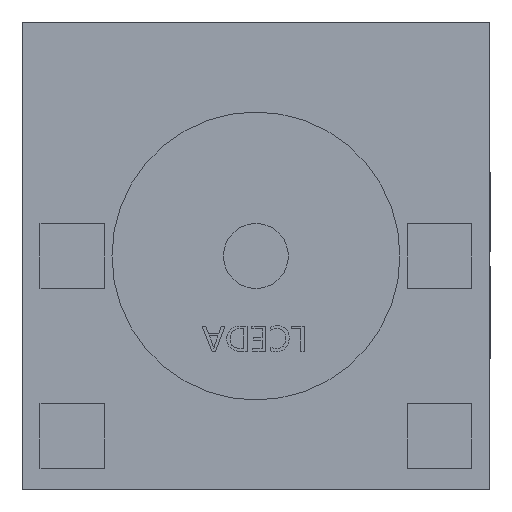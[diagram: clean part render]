
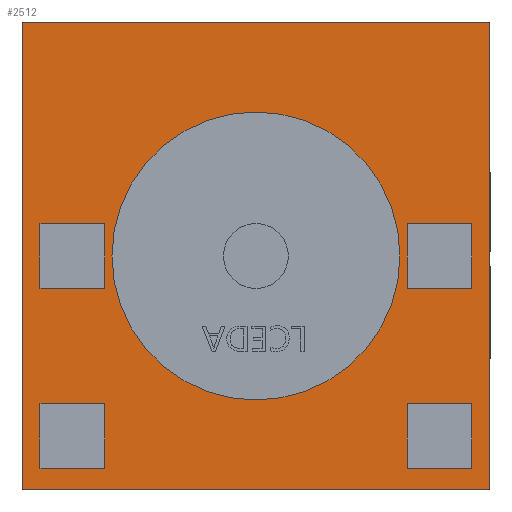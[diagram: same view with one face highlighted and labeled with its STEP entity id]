
A CAD part, left-side view. The second image highlights one B-rep face of the part: STEP entity #2512.
In plain terms, the highlighted planar face has unit normal (-1, 0, 0).
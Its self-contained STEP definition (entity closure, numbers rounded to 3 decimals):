
#958=VERTEX_POINT('',#959);
#959=CARTESIAN_POINT('',(3.4,0.0,2.45));
#965=EDGE_CURVE('',#958,#966,#968,.T.);
#966=VERTEX_POINT('',#967);
#967=CARTESIAN_POINT('',(3.4,0.,-1.55));
#968=CIRCLE('',#969,2.0);
#969=AXIS2_PLACEMENT_3D('',#970,#971,#972);
#970=CARTESIAN_POINT('',(3.4,0.0,0.45));
#971=DIRECTION('',(-1.0,0.0,0.));
#972=DIRECTION('',(0.,0.,-1.0));
#2370=EDGE_CURVE('',#2371,#2373,#2375,.T.);
#2371=VERTEX_POINT('',#2372);
#2372=CARTESIAN_POINT('',(3.4,3.25,3.7));
#2373=VERTEX_POINT('',#2374);
#2374=CARTESIAN_POINT('',(3.4,-3.25,3.7));
#2375=LINE('',#2376,#2377);
#2376=CARTESIAN_POINT('',(3.4,-3.25,3.7));
#2377=VECTOR('',#2378,1.0);
#2378=DIRECTION('',(0.,-1.0,0.));
#2410=EDGE_CURVE('',#2373,#2411,#2413,.T.);
#2411=VERTEX_POINT('',#2412);
#2412=CARTESIAN_POINT('',(3.4,-3.25,-2.8));
#2413=LINE('',#2414,#2415);
#2414=CARTESIAN_POINT('',(3.4,-3.25,-2.8));
#2415=VECTOR('',#2416,1.0);
#2416=DIRECTION('',(0.,0.,-1.0));
#2441=EDGE_CURVE('',#2411,#2442,#2444,.T.);
#2442=VERTEX_POINT('',#2443);
#2443=CARTESIAN_POINT('',(3.4,3.25,-2.8));
#2444=LINE('',#2445,#2446);
#2445=CARTESIAN_POINT('',(3.4,-3.25,-2.8));
#2446=VECTOR('',#2447,1.0);
#2447=DIRECTION('',(0.,1.0,0.));
#2472=EDGE_CURVE('',#2442,#2371,#2473,.T.);
#2473=LINE('',#2474,#2475);
#2474=CARTESIAN_POINT('',(3.4,3.25,-2.8));
#2475=VECTOR('',#2476,1.0);
#2476=DIRECTION('',(0.,0.,1.0));
#2512=ADVANCED_FACE('',(#2513,#2523),#2529,.F.);
#2513=FACE_BOUND('',#2514,.T.);
#2514=EDGE_LOOP('',(#2515,#2522));
#2515=ORIENTED_EDGE('',*,*,#2516,.T.);
#2516=EDGE_CURVE('',#958,#966,#2517,.F.);
#2517=CIRCLE('',#2518,2.0);
#2518=AXIS2_PLACEMENT_3D('',#2519,#2520,#2521);
#2519=CARTESIAN_POINT('',(3.4,0.0,0.45));
#2520=DIRECTION('',(-1.0,0.0,0.));
#2521=DIRECTION('',(0.,0.,-1.0));
#2522=ORIENTED_EDGE('',*,*,#965,.F.);
#2523=FACE_BOUND('',#2524,.T.);
#2524=EDGE_LOOP('',(#2525,#2526,#2527,#2528));
#2525=ORIENTED_EDGE('',*,*,#2370,.F.);
#2526=ORIENTED_EDGE('',*,*,#2472,.F.);
#2527=ORIENTED_EDGE('',*,*,#2441,.F.);
#2528=ORIENTED_EDGE('',*,*,#2410,.F.);
#2529=PLANE('',#2530);
#2530=AXIS2_PLACEMENT_3D('',#2531,#2532,#2533);
#2531=CARTESIAN_POINT('',(3.4,0.0,0.45));
#2532=DIRECTION('',(1.0,0.0,0.));
#2533=DIRECTION('',(0.,0.,1.0));
